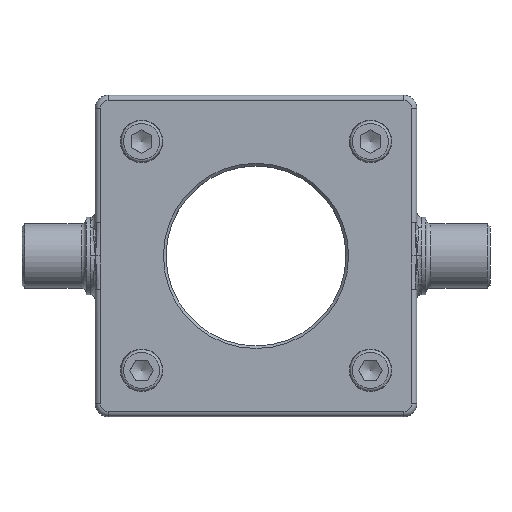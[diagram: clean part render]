
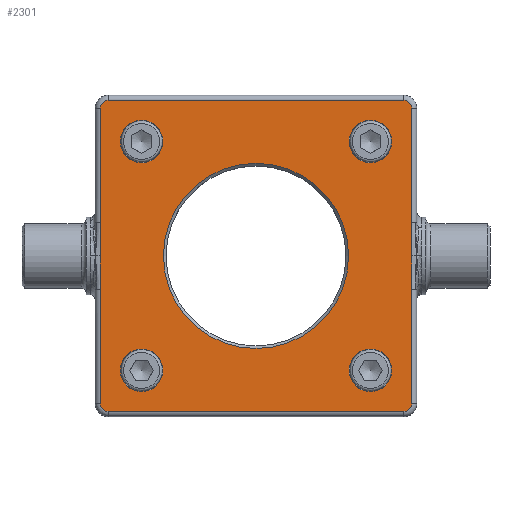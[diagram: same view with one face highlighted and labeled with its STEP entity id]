
A CAD part, top view. The second image highlights one B-rep face of the part: STEP entity #2301.
In plain terms, the highlighted planar face has unit normal (0, 0, 1).
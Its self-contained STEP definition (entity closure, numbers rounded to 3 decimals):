
#69=FACE_BOUND('',#334,.T.);
#70=FACE_BOUND('',#335,.T.);
#71=FACE_BOUND('',#336,.T.);
#72=FACE_BOUND('',#337,.T.);
#73=FACE_BOUND('',#338,.T.);
#87=PLANE('',#2470);
#199=FACE_OUTER_BOUND('',#333,.T.);
#333=EDGE_LOOP('',(#1559,#1560,#1561,#1562,#1563,#1564,#1565,#1566,#1567,
#1568,#1569,#1570,#1571,#1572));
#334=EDGE_LOOP('',(#1573,#1574));
#335=EDGE_LOOP('',(#1575,#1576));
#336=EDGE_LOOP('',(#1577,#1578));
#337=EDGE_LOOP('',(#1579,#1580));
#338=EDGE_LOOP('',(#1581));
#490=CIRCLE('',#2469,36.);
#491=CIRCLE('',#2471,3.);
#492=CIRCLE('',#2472,3.);
#493=CIRCLE('',#2473,3.);
#494=CIRCLE('',#2474,3.);
#495=CIRCLE('',#2475,8.25);
#496=CIRCLE('',#2476,8.25);
#497=CIRCLE('',#2477,8.25);
#498=CIRCLE('',#2478,8.25);
#499=CIRCLE('',#2479,8.25);
#500=CIRCLE('',#2480,8.25);
#501=CIRCLE('',#2481,8.25);
#502=CIRCLE('',#2482,8.25);
#619=LINE('',#3462,#736);
#620=LINE('',#3548,#737);
#621=LINE('',#4319,#738);
#622=LINE('',#4414,#739);
#640=LINE('',#5263,#757);
#641=LINE('',#5267,#758);
#642=LINE('',#5270,#759);
#643=LINE('',#5272,#760);
#644=LINE('',#5276,#761);
#645=LINE('',#5279,#762);
#736=VECTOR('',#2709,10.);
#737=VECTOR('',#2714,10.);
#738=VECTOR('',#2725,10.);
#739=VECTOR('',#2730,10.);
#757=VECTOR('',#2800,10.);
#758=VECTOR('',#2803,10.);
#759=VECTOR('',#2806,10.);
#760=VECTOR('',#2807,10.);
#761=VECTOR('',#2810,10.);
#762=VECTOR('',#2813,10.);
#890=VERTEX_POINT('',#3452);
#891=VERTEX_POINT('',#3461);
#893=VERTEX_POINT('',#3546);
#906=VERTEX_POINT('',#4309);
#907=VERTEX_POINT('',#4318);
#909=VERTEX_POINT('',#4412);
#956=VERTEX_POINT('',#5258);
#957=VERTEX_POINT('',#5262);
#958=VERTEX_POINT('',#5264);
#959=VERTEX_POINT('',#5266);
#960=VERTEX_POINT('',#5268);
#961=VERTEX_POINT('',#5271);
#962=VERTEX_POINT('',#5273);
#963=VERTEX_POINT('',#5275);
#964=VERTEX_POINT('',#5277);
#965=VERTEX_POINT('',#5280);
#966=VERTEX_POINT('',#5281);
#967=VERTEX_POINT('',#5284);
#968=VERTEX_POINT('',#5285);
#969=VERTEX_POINT('',#5288);
#970=VERTEX_POINT('',#5289);
#971=VERTEX_POINT('',#5292);
#972=VERTEX_POINT('',#5293);
#1121=EDGE_CURVE('',#890,#891,#619,.T.);
#1125=EDGE_CURVE('',#893,#890,#620,.T.);
#1143=EDGE_CURVE('',#906,#907,#621,.T.);
#1147=EDGE_CURVE('',#909,#906,#622,.T.);
#1201=EDGE_CURVE('',#956,#956,#490,.T.);
#1203=EDGE_CURVE('',#957,#893,#640,.T.);
#1204=EDGE_CURVE('',#958,#957,#491,.T.);
#1205=EDGE_CURVE('',#959,#958,#641,.T.);
#1206=EDGE_CURVE('',#960,#959,#492,.T.);
#1207=EDGE_CURVE('',#907,#960,#642,.T.);
#1208=EDGE_CURVE('',#961,#909,#643,.T.);
#1209=EDGE_CURVE('',#962,#961,#493,.T.);
#1210=EDGE_CURVE('',#963,#962,#644,.T.);
#1211=EDGE_CURVE('',#964,#963,#494,.T.);
#1212=EDGE_CURVE('',#891,#964,#645,.T.);
#1213=EDGE_CURVE('',#965,#966,#495,.T.);
#1214=EDGE_CURVE('',#966,#965,#496,.T.);
#1215=EDGE_CURVE('',#967,#968,#497,.T.);
#1216=EDGE_CURVE('',#968,#967,#498,.T.);
#1217=EDGE_CURVE('',#969,#970,#499,.T.);
#1218=EDGE_CURVE('',#970,#969,#500,.T.);
#1219=EDGE_CURVE('',#971,#972,#501,.T.);
#1220=EDGE_CURVE('',#972,#971,#502,.T.);
#1559=ORIENTED_EDGE('',*,*,#1125,.F.);
#1560=ORIENTED_EDGE('',*,*,#1203,.F.);
#1561=ORIENTED_EDGE('',*,*,#1204,.F.);
#1562=ORIENTED_EDGE('',*,*,#1205,.F.);
#1563=ORIENTED_EDGE('',*,*,#1206,.F.);
#1564=ORIENTED_EDGE('',*,*,#1207,.F.);
#1565=ORIENTED_EDGE('',*,*,#1143,.F.);
#1566=ORIENTED_EDGE('',*,*,#1147,.F.);
#1567=ORIENTED_EDGE('',*,*,#1208,.F.);
#1568=ORIENTED_EDGE('',*,*,#1209,.F.);
#1569=ORIENTED_EDGE('',*,*,#1210,.F.);
#1570=ORIENTED_EDGE('',*,*,#1211,.F.);
#1571=ORIENTED_EDGE('',*,*,#1212,.F.);
#1572=ORIENTED_EDGE('',*,*,#1121,.F.);
#1573=ORIENTED_EDGE('',*,*,#1213,.T.);
#1574=ORIENTED_EDGE('',*,*,#1214,.T.);
#1575=ORIENTED_EDGE('',*,*,#1215,.T.);
#1576=ORIENTED_EDGE('',*,*,#1216,.T.);
#1577=ORIENTED_EDGE('',*,*,#1217,.T.);
#1578=ORIENTED_EDGE('',*,*,#1218,.T.);
#1579=ORIENTED_EDGE('',*,*,#1219,.T.);
#1580=ORIENTED_EDGE('',*,*,#1220,.T.);
#1581=ORIENTED_EDGE('',*,*,#1201,.F.);
#2301=ADVANCED_FACE('',(#199,#69,#70,#71,#72,#73),#87,.T.);
#2469=AXIS2_PLACEMENT_3D('',#5259,#2795,#2796);
#2470=AXIS2_PLACEMENT_3D('',#5261,#2798,#2799);
#2471=AXIS2_PLACEMENT_3D('',#5265,#2801,#2802);
#2472=AXIS2_PLACEMENT_3D('',#5269,#2804,#2805);
#2473=AXIS2_PLACEMENT_3D('',#5274,#2808,#2809);
#2474=AXIS2_PLACEMENT_3D('',#5278,#2811,#2812);
#2475=AXIS2_PLACEMENT_3D('',#5282,#2814,#2815);
#2476=AXIS2_PLACEMENT_3D('',#5283,#2816,#2817);
#2477=AXIS2_PLACEMENT_3D('',#5286,#2818,#2819);
#2478=AXIS2_PLACEMENT_3D('',#5287,#2820,#2821);
#2479=AXIS2_PLACEMENT_3D('',#5290,#2822,#2823);
#2480=AXIS2_PLACEMENT_3D('',#5291,#2824,#2825);
#2481=AXIS2_PLACEMENT_3D('',#5294,#2826,#2827);
#2482=AXIS2_PLACEMENT_3D('',#5295,#2828,#2829);
#2709=DIRECTION('',(0.,1.,0.));
#2714=DIRECTION('',(0.,1.,0.));
#2725=DIRECTION('',(0.,-1.,0.));
#2730=DIRECTION('',(0.,-1.,0.));
#2795=DIRECTION('center_axis',(0.,0.,1.));
#2796=DIRECTION('ref_axis',(-1.,0.,0.));
#2798=DIRECTION('center_axis',(0.,0.,1.));
#2799=DIRECTION('ref_axis',(1.,0.,0.));
#2800=DIRECTION('',(0.,1.,0.));
#2801=DIRECTION('center_axis',(0.,0.,-1.));
#2802=DIRECTION('ref_axis',(-0.707,-0.707,0.));
#2803=DIRECTION('',(-1.,0.,0.));
#2804=DIRECTION('center_axis',(0.,0.,-1.));
#2805=DIRECTION('ref_axis',(0.707,-0.707,0.));
#2806=DIRECTION('',(0.,-1.,0.));
#2807=DIRECTION('',(0.,-1.,0.));
#2808=DIRECTION('center_axis',(0.,0.,-1.));
#2809=DIRECTION('ref_axis',(0.707,0.707,0.));
#2810=DIRECTION('',(1.,0.,0.));
#2811=DIRECTION('center_axis',(0.,0.,-1.));
#2812=DIRECTION('ref_axis',(-0.707,0.707,0.));
#2813=DIRECTION('',(0.,1.,0.));
#2814=DIRECTION('center_axis',(0.,0.,-1.));
#2815=DIRECTION('ref_axis',(1.,0.,0.));
#2816=DIRECTION('center_axis',(0.,0.,-1.));
#2817=DIRECTION('ref_axis',(1.,0.,0.));
#2818=DIRECTION('center_axis',(0.,0.,-1.));
#2819=DIRECTION('ref_axis',(1.,0.,0.));
#2820=DIRECTION('center_axis',(0.,0.,-1.));
#2821=DIRECTION('ref_axis',(1.,0.,0.));
#2822=DIRECTION('center_axis',(0.,0.,-1.));
#2823=DIRECTION('ref_axis',(1.,0.,0.));
#2824=DIRECTION('center_axis',(0.,0.,-1.));
#2825=DIRECTION('ref_axis',(1.,0.,0.));
#2826=DIRECTION('center_axis',(0.,0.,-1.));
#2827=DIRECTION('ref_axis',(1.,0.,0.));
#2828=DIRECTION('center_axis',(0.,0.,-1.));
#2829=DIRECTION('ref_axis',(1.,0.,0.));
#3452=CARTESIAN_POINT('',(-60.5,0.,29.));
#3461=CARTESIAN_POINT('',(-60.5,12.954,29.));
#3462=CARTESIAN_POINT('',(-60.5,0.,29.));
#3546=CARTESIAN_POINT('',(-60.5,-12.954,29.));
#3548=CARTESIAN_POINT('',(-60.5,0.,29.));
#4309=CARTESIAN_POINT('',(60.5,0.,29.));
#4318=CARTESIAN_POINT('',(60.5,-12.954,29.));
#4319=CARTESIAN_POINT('',(60.5,0.,29.));
#4412=CARTESIAN_POINT('',(60.5,12.954,29.));
#4414=CARTESIAN_POINT('',(60.5,0.,29.));
#5258=CARTESIAN_POINT('',(36.,0.,29.));
#5259=CARTESIAN_POINT('Origin',(0.,0.,
29.));
#5261=CARTESIAN_POINT('Origin',(0.,0.,
29.));
#5262=CARTESIAN_POINT('',(-60.5,-57.5,29.));
#5263=CARTESIAN_POINT('',(-60.5,-31.25,29.));
#5264=CARTESIAN_POINT('',(-57.5,-60.5,29.));
#5265=CARTESIAN_POINT('Origin',(-57.5,-57.5,29.));
#5266=CARTESIAN_POINT('',(57.5,-60.5,29.));
#5267=CARTESIAN_POINT('',(31.25,-60.5,29.));
#5268=CARTESIAN_POINT('',(60.5,-57.5,29.));
#5269=CARTESIAN_POINT('Origin',(57.5,-57.5,29.));
#5270=CARTESIAN_POINT('',(60.5,31.25,29.));
#5271=CARTESIAN_POINT('',(60.5,57.5,29.));
#5272=CARTESIAN_POINT('',(60.5,31.25,29.));
#5273=CARTESIAN_POINT('',(57.5,60.5,29.));
#5274=CARTESIAN_POINT('Origin',(57.5,57.5,29.));
#5275=CARTESIAN_POINT('',(-57.5,60.5,29.));
#5276=CARTESIAN_POINT('',(-31.25,60.5,29.));
#5277=CARTESIAN_POINT('',(-60.5,57.5,29.));
#5278=CARTESIAN_POINT('Origin',(-57.5,57.5,29.));
#5279=CARTESIAN_POINT('',(-60.5,-31.25,29.));
#5280=CARTESIAN_POINT('',(52.75,-44.5,29.));
#5281=CARTESIAN_POINT('',(36.25,-44.5,29.));
#5282=CARTESIAN_POINT('Origin',(44.5,-44.5,29.));
#5283=CARTESIAN_POINT('Origin',(44.5,-44.5,29.));
#5284=CARTESIAN_POINT('',(-36.25,44.5,29.));
#5285=CARTESIAN_POINT('',(-52.75,44.5,29.));
#5286=CARTESIAN_POINT('Origin',(-44.5,44.5,29.));
#5287=CARTESIAN_POINT('Origin',(-44.5,44.5,29.));
#5288=CARTESIAN_POINT('',(-36.25,-44.5,29.));
#5289=CARTESIAN_POINT('',(-52.75,-44.5,29.));
#5290=CARTESIAN_POINT('Origin',(-44.5,-44.5,29.));
#5291=CARTESIAN_POINT('Origin',(-44.5,-44.5,29.));
#5292=CARTESIAN_POINT('',(52.75,44.5,29.));
#5293=CARTESIAN_POINT('',(36.25,44.5,29.));
#5294=CARTESIAN_POINT('Origin',(44.5,44.5,29.));
#5295=CARTESIAN_POINT('Origin',(44.5,44.5,29.));
